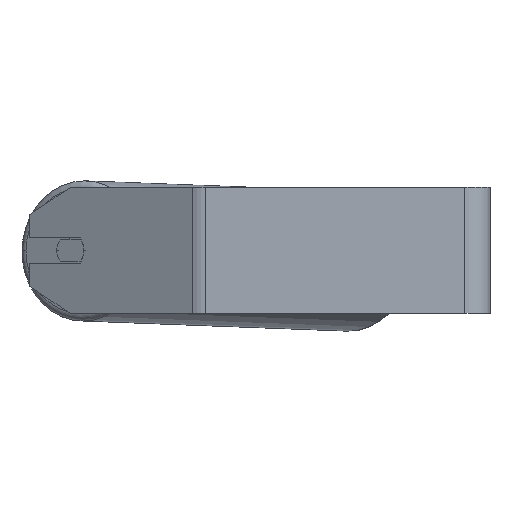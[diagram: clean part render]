
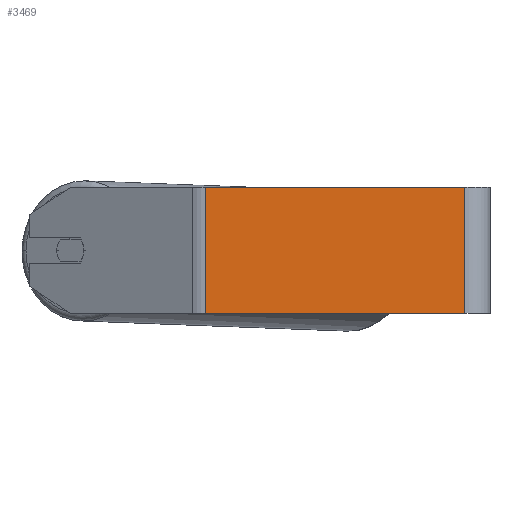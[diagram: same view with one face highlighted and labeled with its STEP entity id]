
A CAD part, left-side view. The second image highlights one B-rep face of the part: STEP entity #3469.
In plain terms, the highlighted planar face has unit normal (-1, 0, 0).
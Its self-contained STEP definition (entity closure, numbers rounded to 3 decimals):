
#4 = VECTOR ( 'NONE', #995, 1000. ) ;
#18 = AXIS2_PLACEMENT_3D ( 'NONE', #2362, #5574, #4469 ) ;
#216 = DIRECTION ( 'NONE',  ( 0., 0., -1. ) ) ;
#645 = ORIENTED_EDGE ( 'NONE', *, *, #4678, .T. ) ;
#995 = DIRECTION ( 'NONE',  ( 0., -1., 0. ) ) ;
#1010 = ORIENTED_EDGE ( 'NONE', *, *, #3979, .T. ) ;
#1167 = PLANE ( 'NONE',  #18 ) ;
#1490 = LINE ( 'NONE', #3640, #6688 ) ;
#2066 = VERTEX_POINT ( 'NONE', #4619 ) ;
#2125 = VERTEX_POINT ( 'NONE', #2966 ) ;
#2294 = EDGE_CURVE ( 'NONE', #4736, #2066, #4923, .T. ) ;
#2327 = CARTESIAN_POINT ( 'NONE',  ( -380., 180.717, 40. ) ) ;
#2362 = CARTESIAN_POINT ( 'NONE',  ( -380., 185.004, 40. ) ) ;
#2579 = DIRECTION ( 'NONE',  ( 0., 0., -1. ) ) ;
#2666 = ORIENTED_EDGE ( 'NONE', *, *, #5688, .F. ) ;
#2966 = CARTESIAN_POINT ( 'NONE',  ( -380., 180.717, -40. ) ) ;
#3044 = VERTEX_POINT ( 'NONE', #3711 ) ;
#3311 = LINE ( 'NONE', #3345, #4302 ) ;
#3345 = CARTESIAN_POINT ( 'NONE',  ( -380., 180.717, 40. ) ) ;
#3469 = ADVANCED_FACE ( 'NONE', ( #6551 ), #1167, .F. ) ;
#3640 = CARTESIAN_POINT ( 'NONE',  ( -380., 16., 40. ) ) ;
#3711 = CARTESIAN_POINT ( 'NONE',  ( -380., 16., -40. ) ) ;
#3960 = DIRECTION ( 'NONE',  ( 0., -1., 0. ) ) ;
#3979 = EDGE_CURVE ( 'NONE', #2125, #3044, #4526, .T. ) ;
#4302 = VECTOR ( 'NONE', #216, 1000. ) ;
#4413 = ORIENTED_EDGE ( 'NONE', *, *, #2294, .F. ) ;
#4469 = DIRECTION ( 'NONE',  ( 0., 0., -1. ) ) ;
#4526 = LINE ( 'NONE', #5521, #6776 ) ;
#4609 = EDGE_LOOP ( 'NONE', ( #1010, #2666, #4413, #645 ) ) ;
#4619 = CARTESIAN_POINT ( 'NONE',  ( -380., 16., 40. ) ) ;
#4678 = EDGE_CURVE ( 'NONE', #4736, #2125, #3311, .T. ) ;
#4736 = VERTEX_POINT ( 'NONE', #2327 ) ;
#4923 = LINE ( 'NONE', #5856, #4 ) ;
#5521 = CARTESIAN_POINT ( 'NONE',  ( -380., 185.004, -40. ) ) ;
#5574 = DIRECTION ( 'NONE',  ( 1., 0., 0. ) ) ;
#5688 = EDGE_CURVE ( 'NONE', #2066, #3044, #1490, .T. ) ;
#5856 = CARTESIAN_POINT ( 'NONE',  ( -380., 185.004, 40. ) ) ;
#6551 = FACE_OUTER_BOUND ( 'NONE', #4609, .T. ) ;
#6688 = VECTOR ( 'NONE', #2579, 1000. ) ;
#6776 = VECTOR ( 'NONE', #3960, 1000. ) ;
